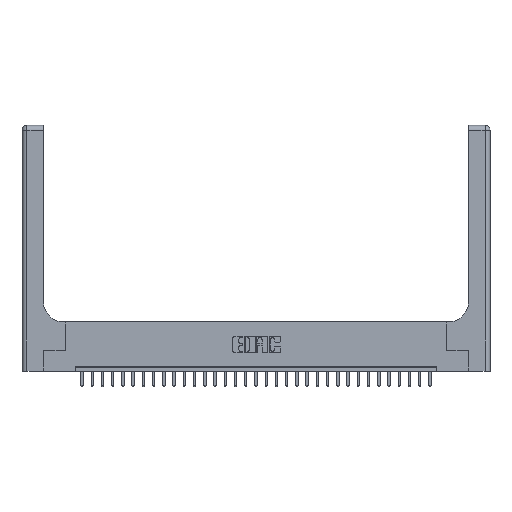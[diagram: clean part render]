
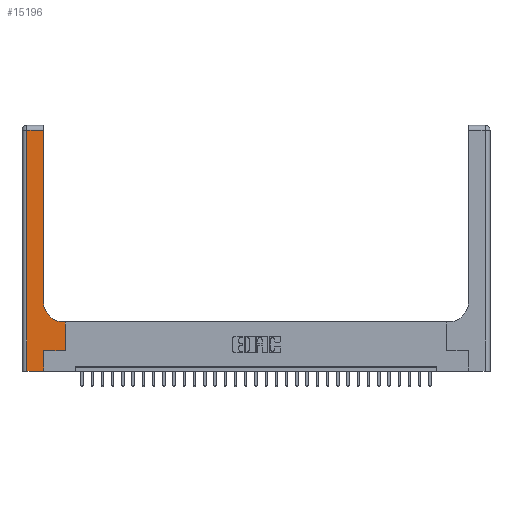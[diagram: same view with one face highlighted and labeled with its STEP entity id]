
A CAD part, top view. The second image highlights one B-rep face of the part: STEP entity #15196.
In plain terms, the highlighted planar face has unit normal (0, 0, 1).
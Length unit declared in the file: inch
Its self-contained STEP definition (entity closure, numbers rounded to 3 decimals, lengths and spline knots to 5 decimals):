
#310 = DIRECTION ( 'NONE',  ( -1., 0., 0. ) ) ;
#1054 = ORIENTED_EDGE ( 'NONE', *, *, #3955, .T. ) ;
#1251 = CARTESIAN_POINT ( 'NONE',  ( 0., 3., 0.37 ) ) ;
#2954 = ORIENTED_EDGE ( 'NONE', *, *, #22017, .T. ) ;
#3806 = VERTEX_POINT ( 'NONE', #12654 ) ;
#3943 = CARTESIAN_POINT ( 'NONE',  ( 0.265, 0.25, 0.37 ) ) ;
#3955 = EDGE_CURVE ( 'NONE', #3806, #13541, #26353, .T. ) ;
#3958 = CARTESIAN_POINT ( 'NONE',  ( 0.265, 0., 0.37 ) ) ;
#4042 = LINE ( 'NONE', #10368, #7095 ) ;
#4241 = ORIENTED_EDGE ( 'NONE', *, *, #14298, .T. ) ;
#4436 = VERTEX_POINT ( 'NONE', #9327 ) ;
#4986 = LINE ( 'NONE', #7105, #27822 ) ;
#5894 = LINE ( 'NONE', #8308, #12152 ) ;
#6683 = VERTEX_POINT ( 'NONE', #3958 ) ;
#6826 = LINE ( 'NONE', #21916, #24262 ) ;
#7095 = VECTOR ( 'NONE', #23305, 39.37008 ) ;
#7105 = CARTESIAN_POINT ( 'NONE',  ( 0., 0., 0.37 ) ) ;
#7329 = ORIENTED_EDGE ( 'NONE', *, *, #9549, .T. ) ;
#8308 = CARTESIAN_POINT ( 'NONE',  ( 0.26, 0.6, 0.37 ) ) ;
#8407 = CARTESIAN_POINT ( 'NONE',  ( 0.265, 0., 0.37 ) ) ;
#8637 = CARTESIAN_POINT ( 'NONE',  ( 0.528, 0.6, 0.37 ) ) ;
#8651 = CARTESIAN_POINT ( 'NONE',  ( 0.26, 3., 0.37 ) ) ;
#8943 = EDGE_LOOP ( 'NONE', ( #1054, #17736, #7329, #15976, #27083, #21784, #4241, #16724, #2954 ) ) ;
#9327 = CARTESIAN_POINT ( 'NONE',  ( 0.528, 0.25, 0.37 ) ) ;
#9549 = EDGE_CURVE ( 'NONE', #22970, #18707, #27503, .T. ) ;
#9604 = CARTESIAN_POINT ( 'NONE',  ( 0.06, 2.94, 0.37 ) ) ;
#10302 = VERTEX_POINT ( 'NONE', #3943 ) ;
#10335 = CARTESIAN_POINT ( 'NONE',  ( 0.51, 0.6, 0.37 ) ) ;
#10368 = CARTESIAN_POINT ( 'NONE',  ( 0.265, 0.25, 0.37 ) ) ;
#10720 = CIRCLE ( 'NONE', #11622, 0.25 ) ;
#10812 = VERTEX_POINT ( 'NONE', #10335 ) ;
#11384 = AXIS2_PLACEMENT_3D ( 'NONE', #1251, #18724, #27547 ) ;
#11622 = AXIS2_PLACEMENT_3D ( 'NONE', #17223, #17083, #12789 ) ;
#12152 = VECTOR ( 'NONE', #12609, 39.37008 ) ;
#12476 = EDGE_CURVE ( 'NONE', #18707, #6683, #4986, .T. ) ;
#12609 = DIRECTION ( 'NONE',  ( -1., 0., 0. ) ) ;
#12654 = CARTESIAN_POINT ( 'NONE',  ( 0.26, 0.85, 0.37 ) ) ;
#12789 = DIRECTION ( 'NONE',  ( 1., 0., 0. ) ) ;
#13541 = VERTEX_POINT ( 'NONE', #20238 ) ;
#13645 = EDGE_CURVE ( 'NONE', #25605, #10812, #5894, .T. ) ;
#14298 = EDGE_CURVE ( 'NONE', #4436, #25605, #6826, .T. ) ;
#14707 = CARTESIAN_POINT ( 'NONE',  ( 0.06, 0., 0.37 ) ) ;
#14719 = DIRECTION ( 'NONE',  ( 0., 1., 0. ) ) ;
#15196 = ADVANCED_FACE ( 'NONE', ( #16434 ), #20902, .F. ) ;
#15199 = EDGE_CURVE ( 'NONE', #6683, #10302, #27987, .T. ) ;
#15544 = DIRECTION ( 'NONE',  ( 0., 1., 0. ) ) ;
#15976 = ORIENTED_EDGE ( 'NONE', *, *, #12476, .T. ) ;
#16084 = EDGE_CURVE ( 'NONE', #10302, #4436, #4042, .T. ) ;
#16246 = EDGE_CURVE ( 'NONE', #13541, #22970, #19946, .T. ) ;
#16434 = FACE_OUTER_BOUND ( 'NONE', #8943, .T. ) ;
#16724 = ORIENTED_EDGE ( 'NONE', *, *, #13645, .T. ) ;
#17083 = DIRECTION ( 'NONE',  ( 0., 0., -1. ) ) ;
#17223 = CARTESIAN_POINT ( 'NONE',  ( 0.51, 0.85, 0.37 ) ) ;
#17736 = ORIENTED_EDGE ( 'NONE', *, *, #16246, .T. ) ;
#18707 = VERTEX_POINT ( 'NONE', #14707 ) ;
#18724 = DIRECTION ( 'NONE',  ( 0., 0., -1. ) ) ;
#18954 = CARTESIAN_POINT ( 'NONE',  ( 0.06, 3., 0.37 ) ) ;
#19946 = LINE ( 'NONE', #26041, #24319 ) ;
#20238 = CARTESIAN_POINT ( 'NONE',  ( 0.26, 2.94, 0.37 ) ) ;
#20902 = PLANE ( 'NONE',  #11384 ) ;
#21784 = ORIENTED_EDGE ( 'NONE', *, *, #16084, .T. ) ;
#21916 = CARTESIAN_POINT ( 'NONE',  ( 0.528, 0.25, 0.37 ) ) ;
#22017 = EDGE_CURVE ( 'NONE', #10812, #3806, #10720, .T. ) ;
#22225 = DIRECTION ( 'NONE',  ( 1., 0., 0. ) ) ;
#22970 = VERTEX_POINT ( 'NONE', #9604 ) ;
#23305 = DIRECTION ( 'NONE',  ( 1., 0., 0. ) ) ;
#24186 = DIRECTION ( 'NONE',  ( 0., 1., 0. ) ) ;
#24262 = VECTOR ( 'NONE', #15544, 39.37008 ) ;
#24319 = VECTOR ( 'NONE', #310, 39.37008 ) ;
#25200 = VECTOR ( 'NONE', #27788, 39.37008 ) ;
#25605 = VERTEX_POINT ( 'NONE', #8637 ) ;
#26041 = CARTESIAN_POINT ( 'NONE',  ( 0., 2.94, 0.37 ) ) ;
#26093 = VECTOR ( 'NONE', #14719, 39.37008 ) ;
#26353 = LINE ( 'NONE', #8651, #27148 ) ;
#27083 = ORIENTED_EDGE ( 'NONE', *, *, #15199, .T. ) ;
#27148 = VECTOR ( 'NONE', #24186, 39.37008 ) ;
#27503 = LINE ( 'NONE', #18954, #25200 ) ;
#27547 = DIRECTION ( 'NONE',  ( -1., 0., 0. ) ) ;
#27788 = DIRECTION ( 'NONE',  ( 0., -1., 0. ) ) ;
#27822 = VECTOR ( 'NONE', #22225, 39.37008 ) ;
#27987 = LINE ( 'NONE', #8407, #26093 ) ;
